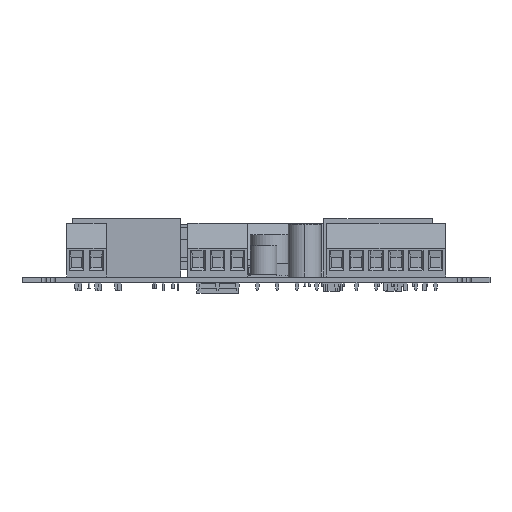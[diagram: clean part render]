
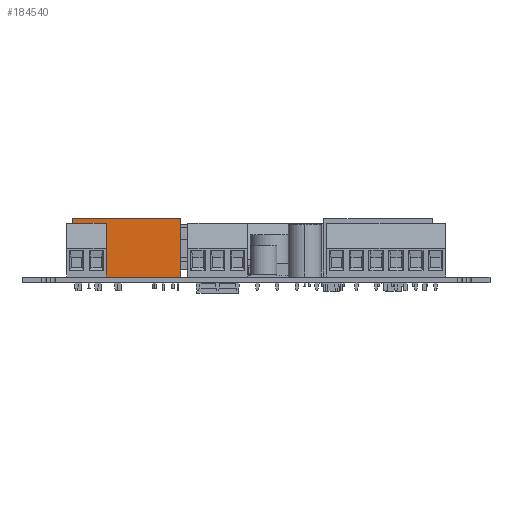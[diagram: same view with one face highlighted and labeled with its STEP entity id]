
A CAD part, front view. The second image highlights one B-rep face of the part: STEP entity #184540.
In plain terms, the highlighted face is planar.
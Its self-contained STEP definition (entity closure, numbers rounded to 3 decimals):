
#183550=CARTESIAN_POINT('',(-61.29,45.55,
16.174));
#183560=VERTEX_POINT('',#183550);
#183610=CARTESIAN_POINT('',(-61.29,45.55,
-11.616));
#183620=DIRECTION('',(0.,0.,1.));
#183630=VECTOR('',#183620,1.);
#183640=LINE('',#183610,#183630);
#183650=CARTESIAN_POINT('',(-61.29,45.55,
-11.616));
#183660=VERTEX_POINT('',#183650);
#183670=EDGE_CURVE('',#183660,#183560,#183640,.T.);
#184070=CARTESIAN_POINT('',(-61.29,45.55,
-11.616));
#184080=DIRECTION('',(0.,-1.,0.));
#184090=VECTOR('',#184080,1.);
#184100=LINE('',#184070,#184090);
#184110=CARTESIAN_POINT('',(-61.29,30.55,
-11.616));
#184120=VERTEX_POINT('',#184110);
#184130=EDGE_CURVE('',#183660,#184120,#184100,.T.);
#184310=CARTESIAN_POINT('',(-61.29,45.55,
16.174));
#184320=DIRECTION('',(1.,0.,0.));
#184330=DIRECTION('',(0.,0.,1.));
#184340=AXIS2_PLACEMENT_3D('',#184310,#184320,#184330);
#184350=PLANE('',#184340);
#184360=ORIENTED_EDGE('',*,*,#184130,.T.);
#184370=ORIENTED_EDGE('',*,*,#183670,.F.);
#184380=CARTESIAN_POINT('',(-61.29,45.55,
16.174));
#184390=DIRECTION('',(0.,-1.,0.));
#184400=VECTOR('',#184390,1.);
#184410=LINE('',#184380,#184400);
#184420=CARTESIAN_POINT('',(-61.29,30.55,
16.174));
#184430=VERTEX_POINT('',#184420);
#184440=EDGE_CURVE('',#183560,#184430,#184410,.T.);
#184450=ORIENTED_EDGE('',*,*,#184440,.F.);
#184460=CARTESIAN_POINT('',(-61.29,30.55,0.));
#184470=DIRECTION('',(0.,0.,-1.));
#184480=VECTOR('',#184470,1.);
#184490=LINE('',#184460,#184480);
#184500=EDGE_CURVE('',#184430,#184120,#184490,.T.);
#184510=ORIENTED_EDGE('',*,*,#184500,.F.);
#184520=EDGE_LOOP('',(#184510,#184450,#184370,#184360));
#184530=FACE_OUTER_BOUND('',#184520,.T.);
#184540=ADVANCED_FACE('',(#184530),#184350,.F.);
